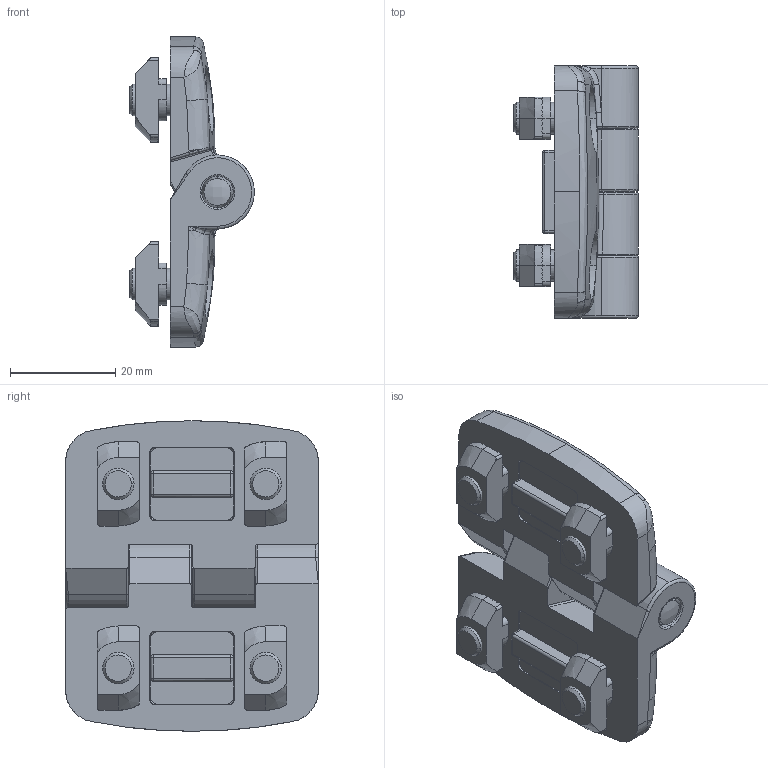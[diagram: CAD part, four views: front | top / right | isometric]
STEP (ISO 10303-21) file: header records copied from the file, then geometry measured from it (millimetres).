
FILE_DESCRIPTION (( 'STEP AP203' ), '1' );
FILE_NAME ('402535640_c_1.STEP', '2022-10-17T01:52:18', ( '' ), ( '' ), 'SwSTEP 2.0', 'SolidWorks 2014', '' );
FILE_SCHEMA (( 'CONFIG_CONTROL_DESIGN' ));
Length unit declared in the file: millimetre
Products named in the file (6): Aluminium Kombischarnier Fixierst_X_FCck N8; Aluminium Kombischarnier Seite 30; 482501753 Hammermutter N8 M6 verzinkt; 402535640_c_1; Aluminium Kombischarnier Achse 6x48; DIN 7991 - M6x14
Assembly tree (13 placements, depth 2):
  402535640_c_1
    Aluminium Kombischarnier Achse 6x48
    Aluminium Kombischarnier Seite 30  x2
    DIN 7991 - M6x14  x4
    482501753 Hammermutter N8 M6 verzinkt  x4
    Aluminium Kombischarnier Fixierst_X_FCck N8  x2
Bounding box: 23.65 x 48 x 59 mm (x, y, z)
Volume: 24919.7 mm3; surface area: 16700.3 mm2
Topology: 13 solids, 13 shells, 765 faces, 1905 edges, 1138 vertices
Faces by surface type: plane 298, cylinder 212, bspline 147, cone 80, torus 28
Entity records: 12841 total; most frequent: CARTESIAN_POINT 5359, ORIENTED_EDGE 1494, DIRECTION 1271, EDGE_CURVE 747, AXIS2_PLACEMENT_3D 469, VERTEX_POINT 449, VECTOR 333, LINE 333
